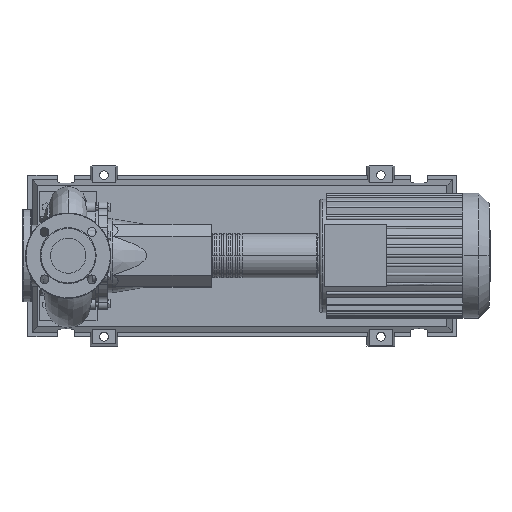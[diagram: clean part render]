
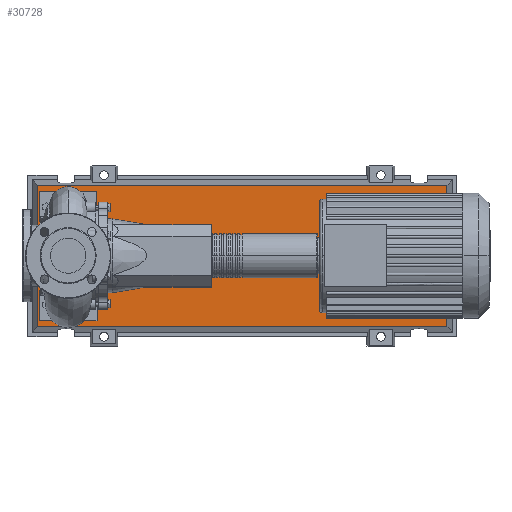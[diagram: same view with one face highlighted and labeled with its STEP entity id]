
A CAD part, top view. The second image highlights one B-rep face of the part: STEP entity #30728.
In plain terms, the highlighted planar face has unit normal (0, 0, 1).
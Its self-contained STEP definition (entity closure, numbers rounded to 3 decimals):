
#30409=CARTESIAN_POINT('',(820.792,-153.292,83.0));
#30410=VERTEX_POINT('',#30409);
#30417=CARTESIAN_POINT('',(-65.792,-153.292,83.0));
#30418=VERTEX_POINT('',#30417);
#30419=CARTESIAN_POINT('',(820.792,-153.292,83.0));
#30420=DIRECTION('',(-1.0,0.0,0.0));
#30421=VECTOR('',#30420,886.584);
#30422=LINE('',#30419,#30421);
#30423=EDGE_CURVE('',#30410,#30418,#30422,.T.);
#30641=CARTESIAN_POINT('',(820.792,153.292,83.0));
#30642=VERTEX_POINT('',#30641);
#30643=CARTESIAN_POINT('',(820.792,153.292,83.0));
#30644=DIRECTION('',(0.0,-1.0,0.0));
#30645=VECTOR('',#30644,306.584);
#30646=LINE('',#30643,#30645);
#30647=EDGE_CURVE('',#30642,#30410,#30646,.T.);
#30665=CARTESIAN_POINT('',(-65.792,153.292,83.0));
#30666=VERTEX_POINT('',#30665);
#30667=CARTESIAN_POINT('',(-65.792,-153.292,83.0));
#30668=DIRECTION('',(0.0,1.0,0.0));
#30669=VECTOR('',#30668,306.584);
#30670=LINE('',#30667,#30669);
#30671=EDGE_CURVE('',#30418,#30666,#30670,.T.);
#30704=CARTESIAN_POINT('',(-65.792,153.292,83.0));
#30705=DIRECTION('',(1.0,0.0,0.0));
#30706=VECTOR('',#30705,886.584);
#30707=LINE('',#30704,#30706);
#30708=EDGE_CURVE('',#30666,#30642,#30707,.T.);
#30717=CARTESIAN_POINT('',(377.5,0.,83.0));
#30718=DIRECTION('',(0.0,0.0,1.0));
#30719=DIRECTION('',(1.0,0.0,0.0));
#30720=AXIS2_PLACEMENT_3D('',#30717,#30718,#30719);
#30721=PLANE('',#30720);
#30722=ORIENTED_EDGE('',*,*,#30647,.F.);
#30723=ORIENTED_EDGE('',*,*,#30708,.F.);
#30724=ORIENTED_EDGE('',*,*,#30671,.F.);
#30725=ORIENTED_EDGE('',*,*,#30423,.F.);
#30726=EDGE_LOOP('',(#30722,#30723,#30724,#30725));
#30727=FACE_OUTER_BOUND('',#30726,.T.);
#30728=ADVANCED_FACE('',(#30727),#30721,.T.);
